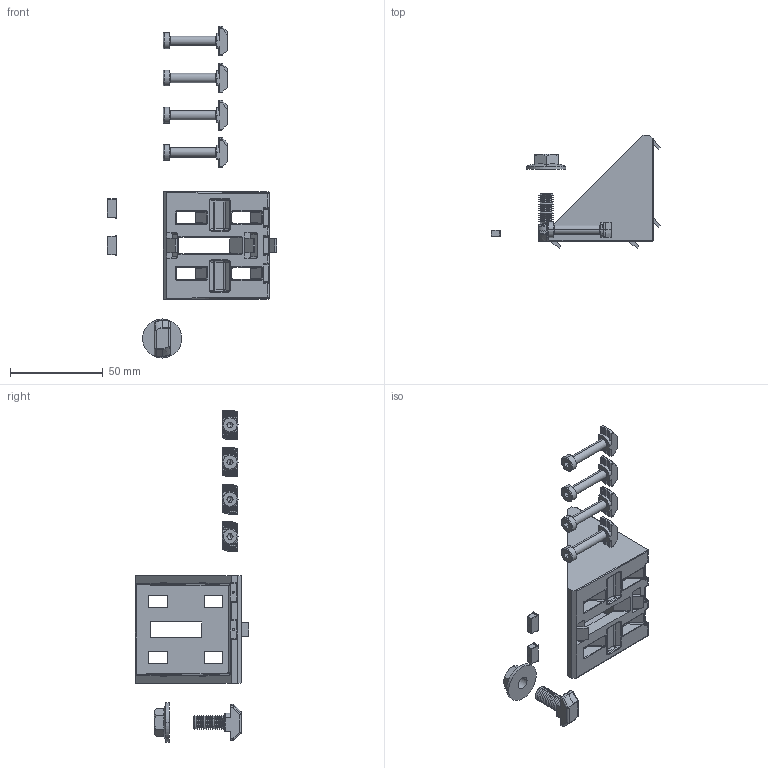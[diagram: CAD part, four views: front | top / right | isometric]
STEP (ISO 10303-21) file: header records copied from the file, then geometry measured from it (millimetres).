
FILE_DESCRIPTION (( 'STEP AP214' ), '1' );
FILE_NAME ('093w603n08s05.STEP', '2014-08-20T12:51:02', ( '' ), ( '' ), 'SwSTEP 2.0', 'SolidWorks 2014', '' );
FILE_SCHEMA (( 'AUTOMOTIVE_DESIGN' ));
Length unit declared in the file: millimetre
Products named in the file (7): 096h08415_096 h08 6 15; 093w02_Standard; 340me154_340me154; socket head thin cap screw_din_DIN 7984 - M5 x 25 --- 25C; 096hk1030m0820_096 hk 10 30 m08 20; 093w603_093 w 603 n08 s03; 093w603n08s05
Assembly tree (13 placements, depth 2):
  093w603n08s05
    093w603_093 w 603 n08 s03
    096hk1030m0820_096 hk 10 30 m08 20
    socket head thin cap screw_din_DIN 7984 - M5 x 25 --- 25C  x4
    340me154_340me154
    093w02_Standard  x2
    096h08415_096 h08 6 15  x4
Bounding box: 91.02 x 61.02 x 178.5 mm (x, y, z)
Volume: 46361 mm3; surface area: 27838.7 mm2
Topology: 13 solids, 13 shells, 1162 faces, 2926 edges, 1774 vertices
Faces by surface type: plane 449, cylinder 429, bspline 135, cone 90, torus 33, sphere 26
Entity records: 26455 total; most frequent: CARTESIAN_POINT 8712, ORIENTED_EDGE 3948, DIRECTION 3350, EDGE_CURVE 1974, AXIS2_PLACEMENT_3D 1191, VERTEX_POINT 1187, VECTOR 968, LINE 968
